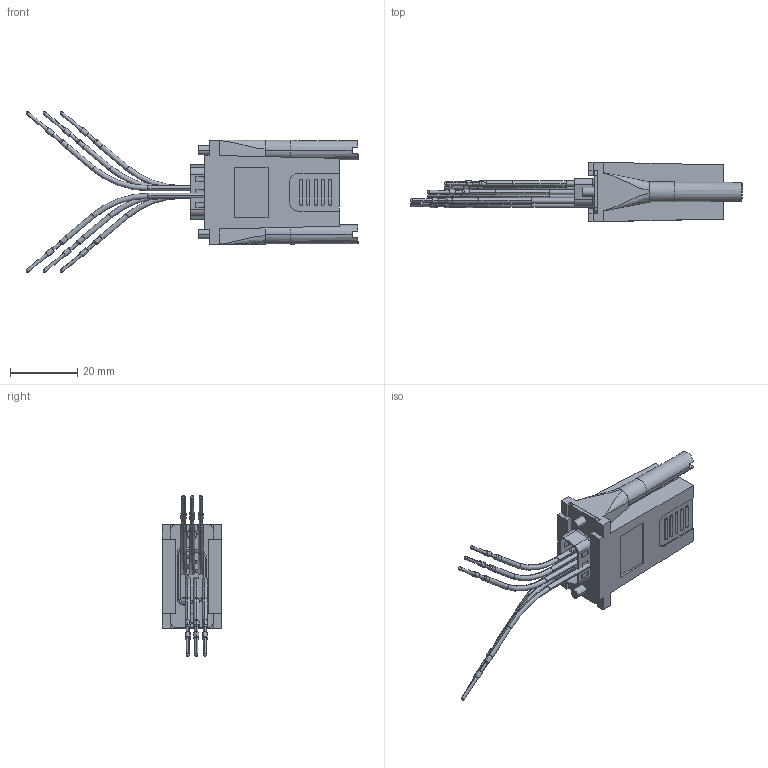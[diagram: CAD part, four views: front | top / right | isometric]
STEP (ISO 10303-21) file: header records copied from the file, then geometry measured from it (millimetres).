
FILE_DESCRIPTION (( 'STEP AP203' ), '1' );
FILE_NAME ('REC096M.STEP', '2006-06-23T20:13:30', ( 'lcom' ), ( 'lcom' ), 'SwSTEP 2.0', 'SolidWorks 2006004', '' );
FILE_SCHEMA (( 'CONFIG_CONTROL_DESIGN' ));
Length unit declared in the file: inch
Products named in the file (13): 3AC08-016; 3AA07-037; C&P9M; REC096M-MA1; 3AC08-013; REC096M; 3AC08-017; 3AC08-018; 3AC08-015; 3AC08-014; REC096-MA1; CRIMP&POKE M
Assembly tree (27 placements, depth 3):
  REC096M
    3AA07-037  x2
    REC096-MA1
    C&P9M
      CRIMP&POKE M  x9
      C&P9M
    REC096M-MA1
      3AC08-014
      3AC08-018
      3AC08-017
      CRIMP&POKE M  x6
      3AC08-013
      3AC08-015
      3AC08-016
Bounding box: 98.7 x 17.78 x 47.79 mm (x, y, z)
Volume: 11623.9 mm3; surface area: 14356.2 mm2
Topology: 25 solids, 25 shells, 827 faces, 1941 edges, 1250 vertices
Faces by surface type: plane 371, cylinder 362, cone 34, torus 32, sphere 15, bspline 13
Entity records: 20039 total; most frequent: CARTESIAN_POINT 4152, DIRECTION 3038, ORIENTED_EDGE 2842, EDGE_CURVE 1421, AXIS2_PLACEMENT_3D 1075, VERTEX_POINT 927, VECTOR 888, LINE 888
